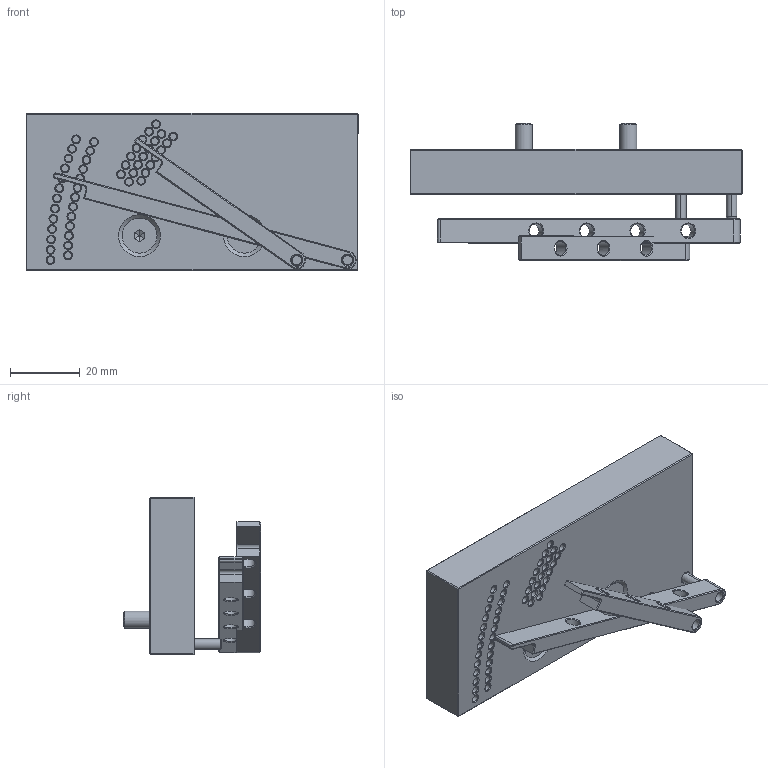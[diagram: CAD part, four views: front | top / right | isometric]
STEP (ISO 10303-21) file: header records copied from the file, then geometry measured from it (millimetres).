
FILE_DESCRIPTION(/* description */ ('','CAx-IF Rec.Pracs.---Representation and Presentation of Product Manufacturing Information (PMI)---4.0---2014-10-13'),/* implementation_level */ '2;1');
FILE_NAME(/* name */ 'Vice Angle Plate v6.step',/* time_stamp */ '2025-02-17T14:57:56-08:00',/* author */ (''),/* organization */ (''),/* preprocessor_version */ 'ST-DEVELOPER v20',/* originating_system */ 'Autodesk Translation Framework v13.20.0.188',/* authorisation */ '');
FILE_SCHEMA (('AP242_MANAGED_MODEL_BASED_3D_ENGINEERING_MIM_LF { 1 0 10303 442 1 1 4 }'));
Length unit declared in the file: millimetre
Products named in the file (7): Vice Angle Plate; DIN 7991 - M5x20 Steel 12.9 Plain; 91585A374_18-8 Stainless Steel Dowel Pin; Vice Angle Plate_1; Long Bar; 91585A379_18-8 Stainless Steel Dowel Pin; Short Bar
Assembly tree (7 placements, depth 2):
  Vice Angle Plate
    DIN 7991 - M5x20 Steel 12.9 Plain  x2
    91585A374_18-8 Stainless Steel Dowel Pin
    Vice Angle Plate_1
    Long Bar
    91585A379_18-8 Stainless Steel Dowel Pin
    Short Bar
Bounding box: 95 x 39.25 x 45 mm (x, y, z)
Volume: 58542.1 mm3; surface area: 19960.1 mm2
Topology: 7 solids, 7 shells, 310 faces, 586 edges, 341 vertices
Faces by surface type: plane 141, cone 93, cylinder 74, torus 2
Full cylindrical faces by diameter (mm): 2 x47, 3 x4, 4 x7, 4.901 x2, 6 x2, 10 x2
Entity records: 7468 total; most frequent: DIRECTION 1407, CARTESIAN_POINT 1178, ORIENTED_EDGE 1102, EDGE_CURVE 551, AXIS2_PLACEMENT_3D 551, EDGE_LOOP 363, VERTEX_POINT 322, LINE 305
